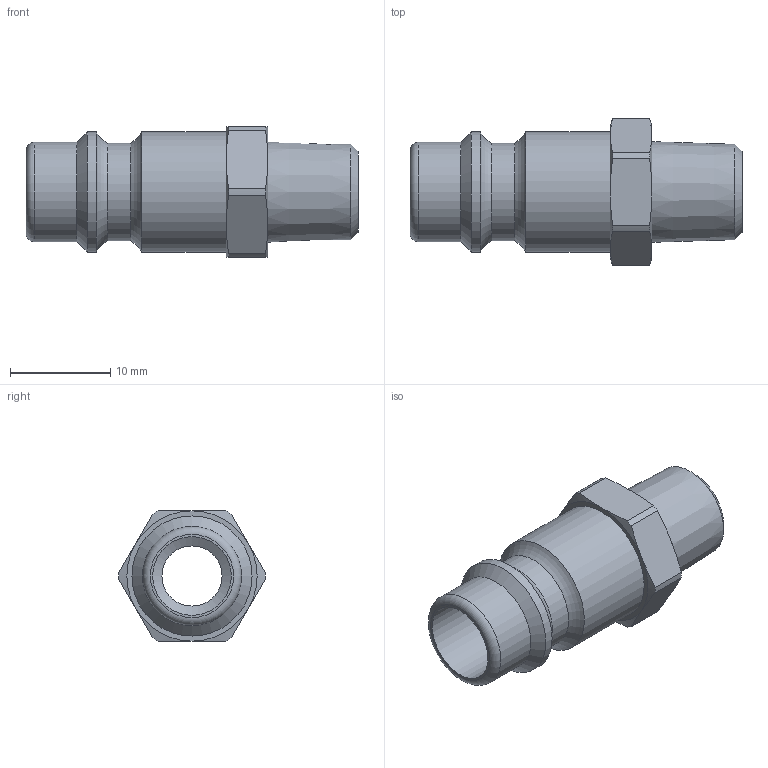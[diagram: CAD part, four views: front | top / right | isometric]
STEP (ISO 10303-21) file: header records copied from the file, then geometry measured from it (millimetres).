
FILE_DESCRIPTION(/* description */ ('STECKTUELLE'),/* implementation_level */ '2;1');
FILE_NAME(/* name */ '25sfak10sxz.stp',/* time_stamp */ '2021-06-22T14:55:31+02:00',/* author */ ('IA176480'),/* organization */ (''),/* preprocessor_version */ 'ST-DEVELOPER v17.2',/* originating_system */ 'Autodesk Inventor 2019',/* authorisation */ '');
FILE_SCHEMA (('CONFIG_CONTROL_DESIGN'));
Length unit declared in the file: millimetre
Products named in the file (1): 25SFAK10SXZ
Bounding box: 33.15 x 14.65 x 13 mm (x, y, z)
Volume: 1796.9 mm3; surface area: 2101.8 mm2
Topology: 1 solids, 1 shells, 42 faces, 111 edges, 73 vertices
Faces by surface type: cone 17, cylinder 12, plane 10, torus 3
Full cylindrical faces by diameter (mm): 6 x1, 7.85 x1, 9.75 x1, 9.9 x1, 12 x2
Entity records: 1356 total; most frequent: CARTESIAN_POINT 275, DIRECTION 237, ORIENTED_EDGE 222, EDGE_CURVE 111, AXIS2_PLACEMENT_3D 107, VERTEX_POINT 73, CIRCLE 64, EDGE_LOOP 46
